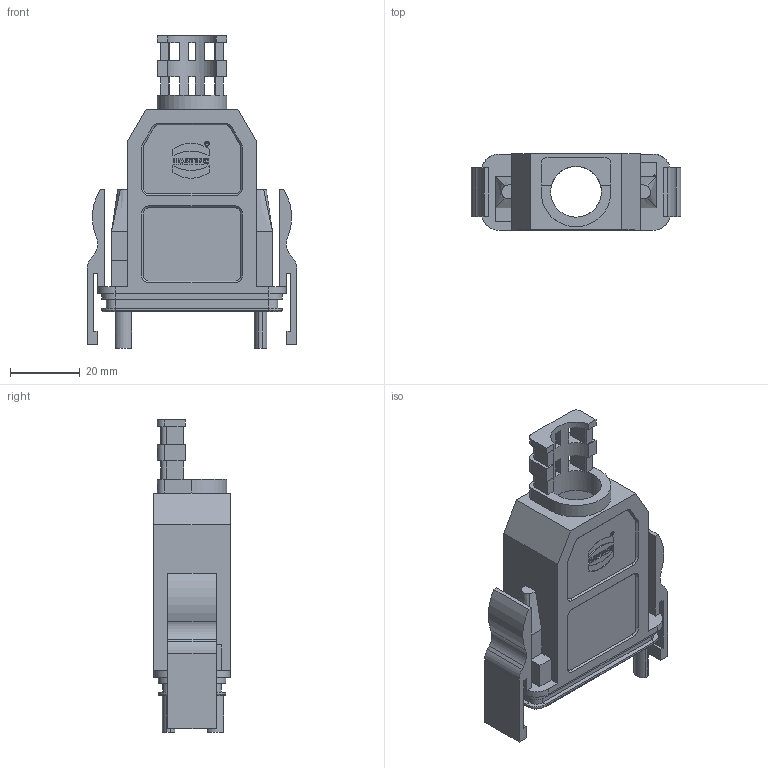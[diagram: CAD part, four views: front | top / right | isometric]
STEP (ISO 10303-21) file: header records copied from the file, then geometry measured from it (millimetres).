
FILE_DESCRIPTION(/* description */ (''),/* implementation_level */ '2;1');
FILE_NAME(/* name */ '100180384ugm000_b.stp',/* time_stamp */ '2019-12-02T09:25:42+01:00',/* author */ (''),/* organization */ (''),/* preprocessor_version */ 'ST-DEVELOPER v16.7',/* originating_system */ 'SIEMENS PLM Software NX 12.0',/* authorisation */ '');
FILE_SCHEMA (('AUTOMOTIVE_DESIGN { 1 0 10303 214 3 1 1 1 }'));
Length unit declared in the file: millimetre
Products named in the file (1): 100180384ugm000_b
Bounding box: 60 x 21.8 x 89.4 mm (x, y, z)
Volume: 24865.7 mm3; surface area: 21010.9 mm2
Topology: 1 solids, 1 shells, 443 faces, 1294 edges, 956 vertices
Faces by surface type: plane 328, cylinder 62, cone 26, bspline 24, extrusion 2, torus 1
Full cylindrical faces by diameter (mm): 1.139 x1, 1.346 x1, 5.6 x2, 14.5 x1
Entity records: 18085 total; most frequent: CARTESIAN_POINT 3866, ORIENTED_EDGE 2378, DIRECTION 2240, EDGE_CURVE 1189, VECTOR 964, LINE 962, VERTEX_POINT 776, AXIS2_PLACEMENT_3D 638
